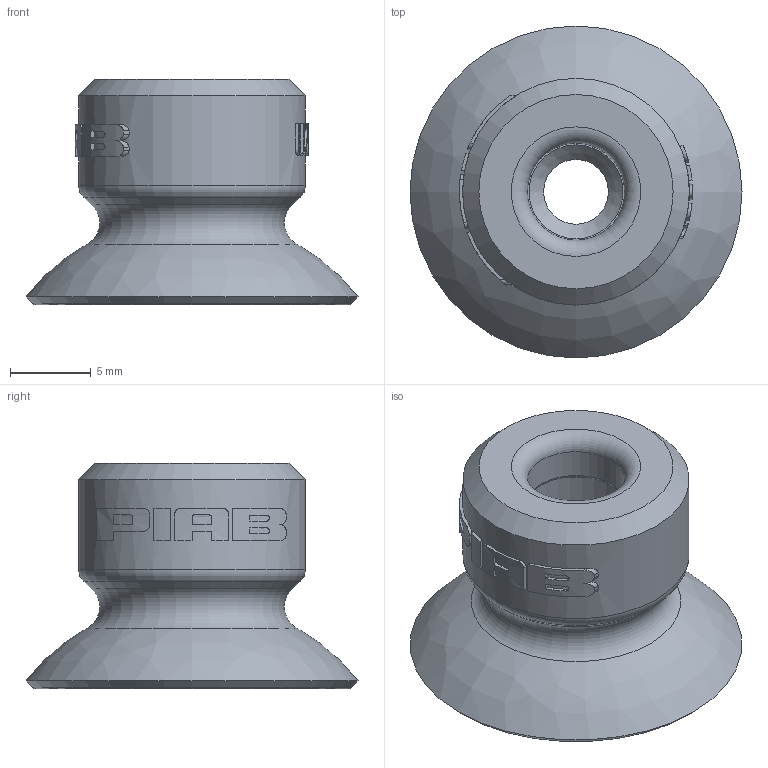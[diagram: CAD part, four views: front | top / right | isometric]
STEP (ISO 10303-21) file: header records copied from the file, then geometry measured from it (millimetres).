
FILE_DESCRIPTION( ( 'Unknown' ), '1' );
FILE_NAME( '0115212.stp', 'Unknown', ( 'Unknown' ), ( 'Unknown' ), 'PSStep 10.0', 'Unknown', ' ' );
FILE_SCHEMA( ( 'automotive_design' ) );
Length unit declared in the file: millimetre
Products named in the file (1): 1
Bounding box: 20.5 x 20.5 x 13.9 mm (x, y, z)
Volume: 1358.7 mm3; surface area: 1476.3 mm2
Topology: 1 solids, 1 shells, 116 faces, 291 edges, 191 vertices
Faces by surface type: plane 59, cylinder 34, extrusion 10, torus 7, cone 4, bspline 2
Full cylindrical faces by diameter (mm): 4 x1, 6 x1, 8.7 x1, 14 x1
Entity records: 4983 total; most frequent: CARTESIAN_POINT 1408, ORIENTED_EDGE 528, DIRECTION 516, EDGE_CURVE 264, AXIS2_PLACEMENT_3D 189, VERTEX_POINT 184, EDGE_LOOP 152, VECTOR 138
